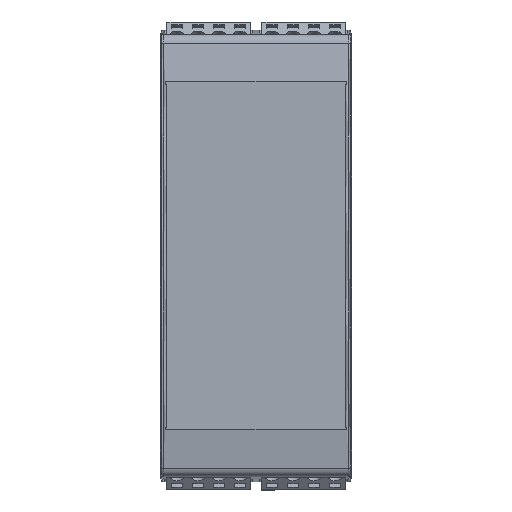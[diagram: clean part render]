
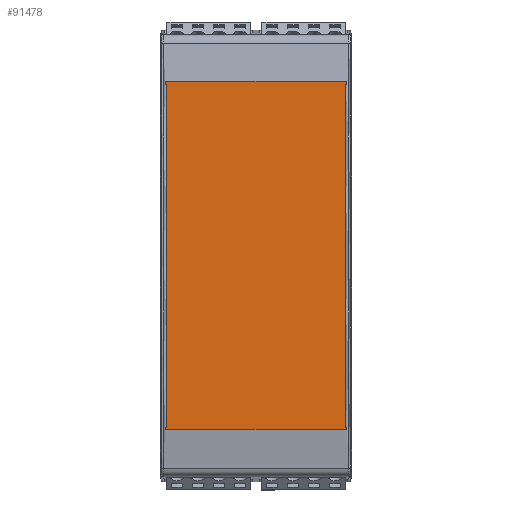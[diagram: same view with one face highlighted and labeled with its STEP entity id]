
A CAD part, top view. The second image highlights one B-rep face of the part: STEP entity #91478.
In plain terms, the highlighted planar face has unit normal (0, 0, 1).
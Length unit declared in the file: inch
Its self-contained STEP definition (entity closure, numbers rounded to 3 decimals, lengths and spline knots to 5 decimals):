
#784 = DIRECTION ( 'NONE',  ( 0., 0., 1. ) ) ;
#1030 = VECTOR ( 'NONE', #115048, 39.37008 ) ;
#2696 = EDGE_CURVE ( 'NONE', #86694, #121873, #62389, .T. ) ;
#2950 = AXIS2_PLACEMENT_3D ( 'NONE', #11069, #784, #67674 ) ;
#5907 = FACE_OUTER_BOUND ( 'NONE', #121994, .T. ) ;
#6888 = CARTESIAN_POINT ( 'NONE',  ( 0.84661, 1.61122, 2.19698 ) ) ;
#6915 = AXIS2_PLACEMENT_3D ( 'NONE', #59490, #48561, #29902 ) ;
#7302 = CARTESIAN_POINT ( 'NONE',  ( 0.83661, 0., 2.19698 ) ) ;
#9942 = DIRECTION ( 'NONE',  ( 0., 0., -1. ) ) ;
#9994 = CARTESIAN_POINT ( 'NONE',  ( 0.84661, -1.59945, 2.19698 ) ) ;
#10488 = VERTEX_POINT ( 'NONE', #64828 ) ;
#11069 = CARTESIAN_POINT ( 'NONE',  ( 0.83268, -1.61122, 2.19698 ) ) ;
#12148 = VECTOR ( 'NONE', #108706, 39.37008 ) ;
#12453 = CARTESIAN_POINT ( 'NONE',  ( -0.84661, -1.59945, 2.19698 ) ) ;
#15791 = ORIENTED_EDGE ( 'NONE', *, *, #90036, .F. ) ;
#17327 = CIRCLE ( 'NONE', #2950, 0.01394 ) ;
#19762 = EDGE_CURVE ( 'NONE', #80304, #98938, #41603, .T. ) ;
#20489 = CARTESIAN_POINT ( 'NONE',  ( 0.84661, -1.61122, 2.19698 ) ) ;
#21294 = VECTOR ( 'NONE', #66455, 39.37008 ) ;
#21929 = ORIENTED_EDGE ( 'NONE', *, *, #19762, .F. ) ;
#22186 = CARTESIAN_POINT ( 'NONE',  ( -0.83268, -1.59945, 2.19698 ) ) ;
#23418 = EDGE_CURVE ( 'NONE', #33203, #67445, #17327, .T. ) ;
#26597 = LINE ( 'NONE', #65836, #64174 ) ;
#26801 = DIRECTION ( 'NONE',  ( 0., 1., 0. ) ) ;
#27245 = VECTOR ( 'NONE', #59534, 39.37008 ) ;
#29661 = ORIENTED_EDGE ( 'NONE', *, *, #80401, .F. ) ;
#29708 = EDGE_CURVE ( 'NONE', #121873, #80304, #106394, .T. ) ;
#29902 = DIRECTION ( 'NONE',  ( 1., 0., 0. ) ) ;
#30552 = EDGE_CURVE ( 'NONE', #100563, #10488, #49330, .T. ) ;
#32472 = LINE ( 'NONE', #22186, #27245 ) ;
#32566 = ORIENTED_EDGE ( 'NONE', *, *, #23418, .T. ) ;
#33203 = VERTEX_POINT ( 'NONE', #59549 ) ;
#34093 = LINE ( 'NONE', #75840, #1030 ) ;
#35915 = EDGE_CURVE ( 'NONE', #67445, #122884, #123898, .T. ) ;
#39053 = ORIENTED_EDGE ( 'NONE', *, *, #80517, .F. ) ;
#39458 = CARTESIAN_POINT ( 'NONE',  ( 0.84661, 1.61122, 2.19698 ) ) ;
#40124 = VERTEX_POINT ( 'NONE', #92141 ) ;
#41603 = CIRCLE ( 'NONE', #97009, 0.01394 ) ;
#44663 = VERTEX_POINT ( 'NONE', #12453 ) ;
#45539 = VERTEX_POINT ( 'NONE', #97047 ) ;
#46017 = ORIENTED_EDGE ( 'NONE', *, *, #30552, .T. ) ;
#46907 = EDGE_CURVE ( 'NONE', #122884, #40124, #69956, .T. ) ;
#48561 = DIRECTION ( 'NONE',  ( 0., 0., -1. ) ) ;
#49131 = VECTOR ( 'NONE', #102521, 39.37008 ) ;
#49330 = LINE ( 'NONE', #51698, #76801 ) ;
#50417 = ORIENTED_EDGE ( 'NONE', *, *, #91224, .T. ) ;
#51698 = CARTESIAN_POINT ( 'NONE',  ( -0.83268, 1.59945, 2.19698 ) ) ;
#52843 = VERTEX_POINT ( 'NONE', #68864 ) ;
#54763 = CARTESIAN_POINT ( 'NONE',  ( -0.83268, 1.61122, 2.19698 ) ) ;
#55005 = VERTEX_POINT ( 'NONE', #107926 ) ;
#56390 = CARTESIAN_POINT ( 'NONE',  ( -0.84661, 1.61122, 2.19698 ) ) ;
#57662 = LINE ( 'NONE', #96887, #124902 ) ;
#58263 = CARTESIAN_POINT ( 'NONE',  ( 0.83268, 1.61122, 2.19698 ) ) ;
#59490 = CARTESIAN_POINT ( 'NONE',  ( -0.83268, 1.61122, 2.19698 ) ) ;
#59534 = DIRECTION ( 'NONE',  ( -1., 0., 0. ) ) ;
#59549 = CARTESIAN_POINT ( 'NONE',  ( 0.83268, -1.62516, 2.19698 ) ) ;
#59664 = CARTESIAN_POINT ( 'NONE',  ( -0.83268, -1.59945, 2.19698 ) ) ;
#60388 = ORIENTED_EDGE ( 'NONE', *, *, #79343, .F. ) ;
#62389 = CIRCLE ( 'NONE', #6915, 0.01394 ) ;
#63295 = CARTESIAN_POINT ( 'NONE',  ( -0.83268, -1.62516, 2.19698 ) ) ;
#64174 = VECTOR ( 'NONE', #105048, 39.37008 ) ;
#64828 = CARTESIAN_POINT ( 'NONE',  ( 0.84661, 1.59945, 2.19698 ) ) ;
#65836 = CARTESIAN_POINT ( 'NONE',  ( -0.83661, 0.80953, 2.19698 ) ) ;
#65913 = CARTESIAN_POINT ( 'NONE',  ( -0.83268, 1.62516, 2.19698 ) ) ;
#66455 = DIRECTION ( 'NONE',  ( 0., 1., 0. ) ) ;
#66530 = VECTOR ( 'NONE', #88587, 39.37008 ) ;
#67445 = VERTEX_POINT ( 'NONE', #20489 ) ;
#67674 = DIRECTION ( 'NONE',  ( 1., 0., 0. ) ) ;
#67956 = ORIENTED_EDGE ( 'NONE', *, *, #115407, .F. ) ;
#68864 = CARTESIAN_POINT ( 'NONE',  ( -0.83661, -1.59945, 2.19698 ) ) ;
#69771 = ORIENTED_EDGE ( 'NONE', *, *, #35915, .T. ) ;
#69956 = LINE ( 'NONE', #59664, #66530 ) ;
#72522 = ORIENTED_EDGE ( 'NONE', *, *, #46907, .T. ) ;
#75593 = EDGE_CURVE ( 'NONE', #101934, #45539, #34093, .T. ) ;
#75840 = CARTESIAN_POINT ( 'NONE',  ( -0.83268, 1.59945, 2.19698 ) ) ;
#76801 = VECTOR ( 'NONE', #117465, 39.37008 ) ;
#77377 = LINE ( 'NONE', #7302, #21294 ) ;
#79343 = EDGE_CURVE ( 'NONE', #98938, #10488, #57662, .T. ) ;
#80304 = VERTEX_POINT ( 'NONE', #83218 ) ;
#80401 = EDGE_CURVE ( 'NONE', #33203, #108581, #97132, .T. ) ;
#80517 = EDGE_CURVE ( 'NONE', #55005, #44663, #107419, .T. ) ;
#83218 = CARTESIAN_POINT ( 'NONE',  ( 0.83268, 1.62516, 2.19698 ) ) ;
#83718 = DIRECTION ( 'NONE',  ( 1., 0., 0. ) ) ;
#84083 = CARTESIAN_POINT ( 'NONE',  ( -0.83268, -1.61122, 2.19698 ) ) ;
#86552 = EDGE_CURVE ( 'NONE', #40124, #100563, #77377, .T. ) ;
#86694 = VERTEX_POINT ( 'NONE', #99212 ) ;
#87097 = DIRECTION ( 'NONE',  ( 1., 0., 0. ) ) ;
#87269 = DIRECTION ( 'NONE',  ( 0., -1., 0. ) ) ;
#87863 = DIRECTION ( 'NONE',  ( 0., 0., -1. ) ) ;
#88587 = DIRECTION ( 'NONE',  ( -1., 0., 0. ) ) ;
#90036 = EDGE_CURVE ( 'NONE', #101934, #86694, #123273, .T. ) ;
#90767 = EDGE_CURVE ( 'NONE', #52843, #44663, #32472, .T. ) ;
#91224 = EDGE_CURVE ( 'NONE', #45539, #52843, #26597, .T. ) ;
#91478 = ADVANCED_FACE ( 'NONE', ( #5907 ), #102998, .T. ) ;
#92141 = CARTESIAN_POINT ( 'NONE',  ( 0.83661, -1.59945, 2.19698 ) ) ;
#94037 = ORIENTED_EDGE ( 'NONE', *, *, #90767, .T. ) ;
#95064 = CARTESIAN_POINT ( 'NONE',  ( 0.83661, 1.59945, 2.19698 ) ) ;
#95618 = DIRECTION ( 'NONE',  ( 0., 1., 0. ) ) ;
#96217 = DIRECTION ( 'NONE',  ( 1., 0., 0. ) ) ;
#96303 = AXIS2_PLACEMENT_3D ( 'NONE', #84083, #9942, #87097 ) ;
#96887 = CARTESIAN_POINT ( 'NONE',  ( 0.84661, -1.61122, 2.19698 ) ) ;
#97009 = AXIS2_PLACEMENT_3D ( 'NONE', #58263, #87863, #96217 ) ;
#97047 = CARTESIAN_POINT ( 'NONE',  ( -0.83661, 1.59945, 2.19698 ) ) ;
#97132 = LINE ( 'NONE', #63295, #49131 ) ;
#97784 = CARTESIAN_POINT ( 'NONE',  ( -0.84661, 1.61122, 2.19698 ) ) ;
#98938 = VERTEX_POINT ( 'NONE', #39458 ) ;
#99212 = CARTESIAN_POINT ( 'NONE',  ( -0.84661, 1.61122, 2.19698 ) ) ;
#99696 = VECTOR ( 'NONE', #105756, 39.37008 ) ;
#100563 = VERTEX_POINT ( 'NONE', #95064 ) ;
#101276 = AXIS2_PLACEMENT_3D ( 'NONE', #54763, #121647, #83718 ) ;
#101934 = VERTEX_POINT ( 'NONE', #118361 ) ;
#102521 = DIRECTION ( 'NONE',  ( -1., 0., 0. ) ) ;
#102998 = PLANE ( 'NONE',  #101276 ) ;
#103285 = ORIENTED_EDGE ( 'NONE', *, *, #2696, .F. ) ;
#104760 = CIRCLE ( 'NONE', #96303, 0.01394 ) ;
#105048 = DIRECTION ( 'NONE',  ( 0., -1., 0. ) ) ;
#105756 = DIRECTION ( 'NONE',  ( 1., 0., 0. ) ) ;
#106394 = LINE ( 'NONE', #116021, #99696 ) ;
#107419 = LINE ( 'NONE', #97784, #12148 ) ;
#107926 = CARTESIAN_POINT ( 'NONE',  ( -0.84661, -1.61122, 2.19698 ) ) ;
#108581 = VERTEX_POINT ( 'NONE', #122270 ) ;
#108706 = DIRECTION ( 'NONE',  ( 0., 1., 0. ) ) ;
#111299 = ORIENTED_EDGE ( 'NONE', *, *, #29708, .F. ) ;
#112787 = VECTOR ( 'NONE', #26801, 39.37008 ) ;
#115048 = DIRECTION ( 'NONE',  ( 1., 0., 0. ) ) ;
#115407 = EDGE_CURVE ( 'NONE', #108581, #55005, #104760, .T. ) ;
#116021 = CARTESIAN_POINT ( 'NONE',  ( 0.83268, 1.62516, 2.19698 ) ) ;
#116485 = ORIENTED_EDGE ( 'NONE', *, *, #86552, .T. ) ;
#117465 = DIRECTION ( 'NONE',  ( 1., 0., 0. ) ) ;
#117500 = VECTOR ( 'NONE', #95618, 39.37008 ) ;
#118361 = CARTESIAN_POINT ( 'NONE',  ( -0.84661, 1.59945, 2.19698 ) ) ;
#121647 = DIRECTION ( 'NONE',  ( 0., 0., 1. ) ) ;
#121873 = VERTEX_POINT ( 'NONE', #65913 ) ;
#121994 = EDGE_LOOP ( 'NONE', ( #111299, #103285, #15791, #123538, #50417, #94037, #39053, #67956, #29661, #32566, #69771, #72522, #116485, #46017, #60388, #21929 ) ) ;
#122270 = CARTESIAN_POINT ( 'NONE',  ( -0.83268, -1.62516, 2.19698 ) ) ;
#122884 = VERTEX_POINT ( 'NONE', #9994 ) ;
#123273 = LINE ( 'NONE', #56390, #117500 ) ;
#123538 = ORIENTED_EDGE ( 'NONE', *, *, #75593, .T. ) ;
#123898 = LINE ( 'NONE', #6888, #112787 ) ;
#124902 = VECTOR ( 'NONE', #87269, 39.37008 ) ;
